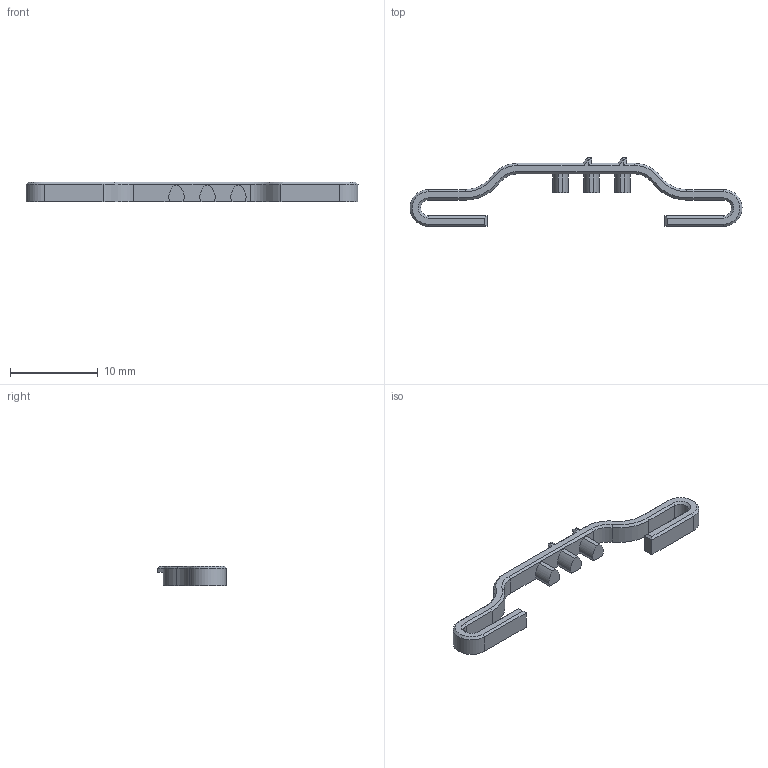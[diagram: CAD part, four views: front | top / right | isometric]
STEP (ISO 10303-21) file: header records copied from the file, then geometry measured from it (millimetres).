
FILE_DESCRIPTION(/* description */ (''),/* implementation_level */ '2;1');
FILE_NAME(/* name */ 'Rack.step',/* time_stamp */ '2024-10-14T21:57:46-04:00',/* author */ (''),/* organization */ (''),/* preprocessor_version */ 'ST-DEVELOPER v20',/* originating_system */ 'Autodesk Translation Framework v13.20.0.188',/* authorisation */ '');
FILE_SCHEMA (('AUTOMOTIVE_DESIGN { 1 0 10303 214 3 1 1 }'));
Length unit declared in the file: millimetre
Products named in the file (1): Rack
Bounding box: 37.94 x 7.85 x 2.28 mm (x, y, z)
Volume: 174 mm3; surface area: 437.2 mm2
Topology: 1 solids, 1 shells, 84 faces, 218 edges, 136 vertices
Faces by surface type: plane 49, cylinder 17, cone 12, bspline 6
Entity records: 4214 total; most frequent: CARTESIAN_POINT 2146, ORIENTED_EDGE 436, DIRECTION 414, EDGE_CURVE 218, LINE 156, VECTOR 156, VERTEX_POINT 136, AXIS2_PLACEMENT_3D 129
